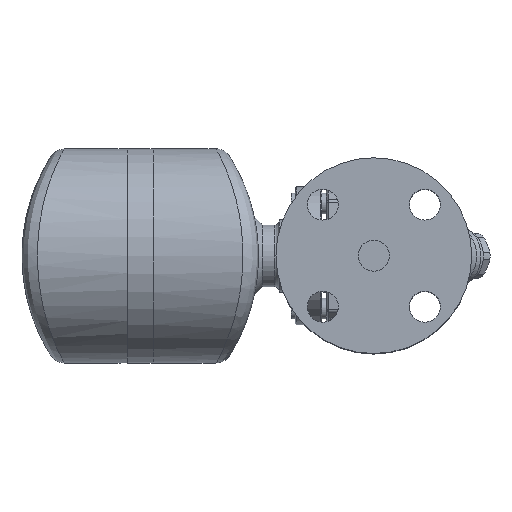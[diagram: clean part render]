
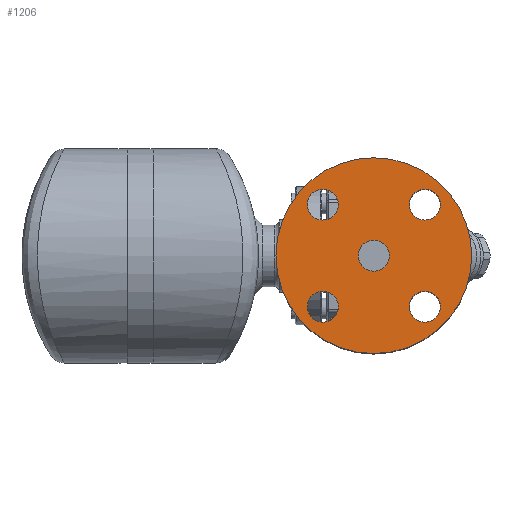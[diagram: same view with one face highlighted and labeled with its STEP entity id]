
A CAD part, top view. The second image highlights one B-rep face of the part: STEP entity #1206.
In plain terms, the highlighted planar face has unit normal (0, 0, 1).
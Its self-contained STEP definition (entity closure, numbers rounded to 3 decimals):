
#582=CARTESIAN_POINT('',(131.749,17.249,94.));
#583=VERTEX_POINT('',#582);
#584=CARTESIAN_POINT('',(131.749,24.749,94.));
#585=DIRECTION('',(0.0,0.0,-1.0));
#586=DIRECTION('',(0.0,-1.0,0.0));
#587=AXIS2_PLACEMENT_3D('',#584,#585,#586);
#588=CIRCLE('',#587,7.5);
#589=EDGE_CURVE('',#583,#583,#588,.T.);
#631=CARTESIAN_POINT('',(124.249,-24.749,94.));
#632=VERTEX_POINT('',#631);
#633=CARTESIAN_POINT('',(131.749,-24.749,94.));
#634=DIRECTION('',(0.0,0.0,-1.0));
#635=DIRECTION('',(-1.0,0.0,0.0));
#636=AXIS2_PLACEMENT_3D('',#633,#634,#635);
#637=CIRCLE('',#636,7.5);
#638=EDGE_CURVE('',#632,#632,#637,.T.);
#680=CARTESIAN_POINT('',(82.251,-17.249,94.));
#681=VERTEX_POINT('',#680);
#682=CARTESIAN_POINT('',(82.251,-24.749,94.));
#683=DIRECTION('',(0.0,0.0,-1.0));
#684=DIRECTION('',(0.0,1.0,0.0));
#685=AXIS2_PLACEMENT_3D('',#682,#683,#684);
#686=CIRCLE('',#685,7.5);
#687=EDGE_CURVE('',#681,#681,#686,.T.);
#857=CARTESIAN_POINT('',(89.751,24.749,94.));
#858=VERTEX_POINT('',#857);
#859=CARTESIAN_POINT('',(82.251,24.749,94.));
#860=DIRECTION('',(0.0,0.0,-1.0));
#861=DIRECTION('',(1.0,0.0,0.0));
#862=AXIS2_PLACEMENT_3D('',#859,#860,#861);
#863=CIRCLE('',#862,7.5);
#864=EDGE_CURVE('',#858,#858,#863,.T.);
#1120=CARTESIAN_POINT('',(154.5,0.0,94.));
#1121=VERTEX_POINT('',#1120);
#1122=CARTESIAN_POINT('',(107.0,0.0,94.0));
#1123=DIRECTION('',(0.0,0.0,1.0));
#1124=DIRECTION('',(1.0,0.0,0.0));
#1125=AXIS2_PLACEMENT_3D('',#1122,#1123,#1124);
#1126=CIRCLE('',#1125,47.5);
#1127=EDGE_CURVE('',#1121,#1121,#1126,.T.);
#1151=CARTESIAN_POINT('',(114.5,0.0,94.));
#1152=VERTEX_POINT('',#1151);
#1153=CARTESIAN_POINT('',(107.0,0.0,94.));
#1154=DIRECTION('',(0.0,0.0,1.0));
#1155=DIRECTION('',(1.0,0.0,0.0));
#1156=AXIS2_PLACEMENT_3D('',#1153,#1154,#1155);
#1157=CIRCLE('',#1156,7.5);
#1158=EDGE_CURVE('',#1152,#1152,#1157,.T.);
#1183=CARTESIAN_POINT('',(134.5,0.0,94.));
#1184=DIRECTION('',(0.0,0.0,1.0));
#1185=DIRECTION('',(1.0,0.0,0.0));
#1186=AXIS2_PLACEMENT_3D('',#1183,#1184,#1185);
#1187=PLANE('',#1186);
#1188=ORIENTED_EDGE('',*,*,#1127,.T.);
#1189=EDGE_LOOP('',(#1188));
#1190=FACE_OUTER_BOUND('',#1189,.T.);
#1191=ORIENTED_EDGE('',*,*,#589,.T.);
#1192=EDGE_LOOP('',(#1191));
#1193=FACE_BOUND('',#1192,.T.);
#1194=ORIENTED_EDGE('',*,*,#638,.T.);
#1195=EDGE_LOOP('',(#1194));
#1196=FACE_BOUND('',#1195,.T.);
#1197=ORIENTED_EDGE('',*,*,#687,.T.);
#1198=EDGE_LOOP('',(#1197));
#1199=FACE_BOUND('',#1198,.T.);
#1200=ORIENTED_EDGE('',*,*,#864,.T.);
#1201=EDGE_LOOP('',(#1200));
#1202=FACE_BOUND('',#1201,.T.);
#1203=ORIENTED_EDGE('',*,*,#1158,.F.);
#1204=EDGE_LOOP('',(#1203));
#1205=FACE_BOUND('',#1204,.T.);
#1206=ADVANCED_FACE('',(#1190,#1193,#1196,#1199,#1202,#1205),#1187,.T.);
